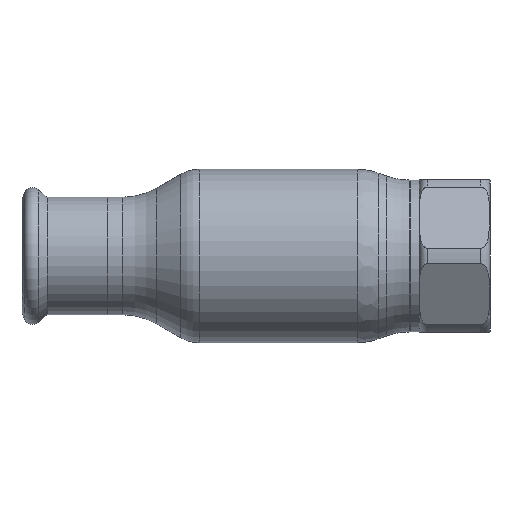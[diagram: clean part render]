
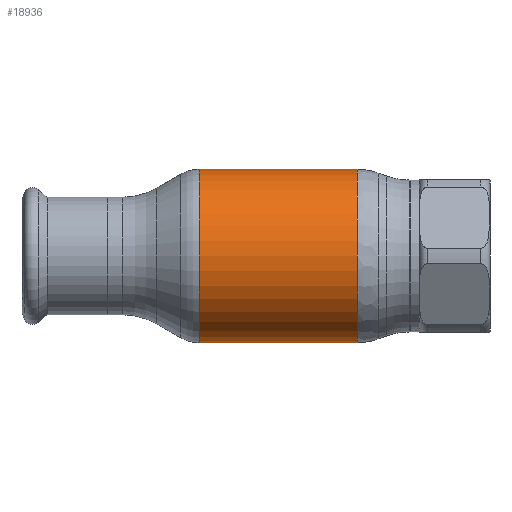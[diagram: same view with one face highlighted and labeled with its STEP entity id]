
A CAD part, front view. The second image highlights one B-rep face of the part: STEP entity #18936.
In plain terms, the highlighted cylindrical face has radius 28.25 mm (diameter 56.5 mm), a partial arc.
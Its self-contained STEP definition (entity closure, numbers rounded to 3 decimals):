
#6834 = CARTESIAN_POINT ( 'NONE',  ( -62.69, 0., 28.25 ) ) ;
#7672 = CIRCLE ( 'NONE', #43704, 28.25 ) ;
#8555 = DIRECTION ( 'NONE',  ( -1., 0., 0. ) ) ;
#8982 = FACE_OUTER_BOUND ( 'NONE', #48780, .T. ) ;
#11007 = DIRECTION ( 'NONE',  ( -1., 0., 0. ) ) ;
#13073 = ORIENTED_EDGE ( 'NONE', *, *, #32806, .T. ) ;
#13101 = DIRECTION ( 'NONE',  ( 0., 0., 1. ) ) ;
#17282 = EDGE_CURVE ( 'NONE', #25466, #24017, #26547, .T. ) ;
#18324 = AXIS2_PLACEMENT_3D ( 'NONE', #32326, #11007, #32619 ) ;
#18936 = ADVANCED_FACE ( 'NONE', ( #8982 ), #45352, .T. ) ;
#19075 = CARTESIAN_POINT ( 'NONE',  ( -24.785, 0., -28.25 ) ) ;
#20420 = ORIENTED_EDGE ( 'NONE', *, *, #31313, .F. ) ;
#24017 = VERTEX_POINT ( 'NONE', #19075 ) ;
#25466 = VERTEX_POINT ( 'NONE', #55948 ) ;
#26547 = LINE ( 'NONE', #54347, #36132 ) ;
#26620 = CARTESIAN_POINT ( 'NONE',  ( 26.673, 0., 28.25 ) ) ;
#30281 = DIRECTION ( 'NONE',  ( -1., 0., 0. ) ) ;
#30926 = EDGE_CURVE ( 'NONE', #42808, #53094, #43233, .T. ) ;
#31313 = EDGE_CURVE ( 'NONE', #24017, #53094, #52917, .T. ) ;
#32326 = CARTESIAN_POINT ( 'NONE',  ( -62.69, 0., 0. ) ) ;
#32619 = DIRECTION ( 'NONE',  ( 0., 0., 1. ) ) ;
#32806 = EDGE_CURVE ( 'NONE', #25466, #42808, #7672, .T. ) ;
#36132 = VECTOR ( 'NONE', #8555, 1000. ) ;
#40634 = AXIS2_PLACEMENT_3D ( 'NONE', #53773, #44042, #57258 ) ;
#42481 = VECTOR ( 'NONE', #42935, 1000. ) ;
#42808 = VERTEX_POINT ( 'NONE', #26620 ) ;
#42935 = DIRECTION ( 'NONE',  ( -1., 0., 0. ) ) ;
#43233 = LINE ( 'NONE', #6834, #42481 ) ;
#43704 = AXIS2_PLACEMENT_3D ( 'NONE', #52491, #30281, #13101 ) ;
#44042 = DIRECTION ( 'NONE',  ( -1., 0., 0. ) ) ;
#44914 = ORIENTED_EDGE ( 'NONE', *, *, #30926, .T. ) ;
#45352 = CYLINDRICAL_SURFACE ( 'NONE', #18324, 28.25 ) ;
#48022 = ORIENTED_EDGE ( 'NONE', *, *, #17282, .F. ) ;
#48780 = EDGE_LOOP ( 'NONE', ( #48022, #13073, #44914, #20420 ) ) ;
#52491 = CARTESIAN_POINT ( 'NONE',  ( 26.673, 0., 0. ) ) ;
#52917 = CIRCLE ( 'NONE', #40634, 28.25 ) ;
#53094 = VERTEX_POINT ( 'NONE', #57224 ) ;
#53773 = CARTESIAN_POINT ( 'NONE',  ( -24.785, 0., 0. ) ) ;
#54347 = CARTESIAN_POINT ( 'NONE',  ( -62.69, 0., -28.25 ) ) ;
#55948 = CARTESIAN_POINT ( 'NONE',  ( 26.673, 0., -28.25 ) ) ;
#57224 = CARTESIAN_POINT ( 'NONE',  ( -24.785, 0., 28.25 ) ) ;
#57258 = DIRECTION ( 'NONE',  ( 0., 0., 1. ) ) ;
